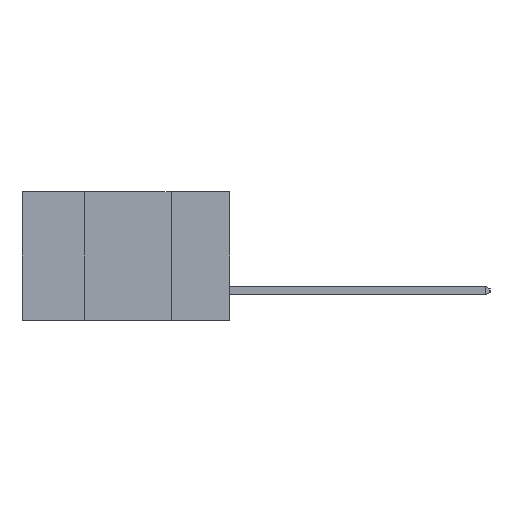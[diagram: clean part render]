
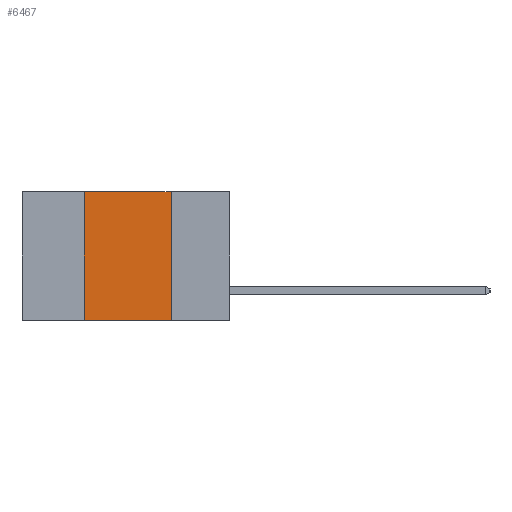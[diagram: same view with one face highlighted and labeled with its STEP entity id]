
A CAD part, left-side view. The second image highlights one B-rep face of the part: STEP entity #6467.
In plain terms, the highlighted planar face has unit normal (-1, 0, 0).
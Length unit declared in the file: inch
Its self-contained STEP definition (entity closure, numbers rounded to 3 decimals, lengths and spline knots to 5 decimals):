
#864 = VERTEX_POINT ( 'NONE', #3623 ) ;
#1829 = CARTESIAN_POINT ( 'NONE',  ( 0., 0.6, 0. ) ) ;
#2031 = CARTESIAN_POINT ( 'NONE',  ( 0., 0.17, -0.37 ) ) ;
#2277 = DIRECTION ( 'NONE',  ( 1., 0., 0. ) ) ;
#2288 = DIRECTION ( 'NONE',  ( 0., 0., -1. ) ) ;
#2579 = EDGE_CURVE ( 'NONE', #7887, #3545, #11336, .T. ) ;
#2625 = PLANE ( 'NONE',  #3704 ) ;
#2949 = EDGE_LOOP ( 'NONE', ( #10224, #8216, #8506, #10743 ) ) ;
#3366 = LINE ( 'NONE', #7336, #9847 ) ;
#3421 = CARTESIAN_POINT ( 'NONE',  ( 0., 0.17, -0.37 ) ) ;
#3545 = VERTEX_POINT ( 'NONE', #4082 ) ;
#3623 = CARTESIAN_POINT ( 'NONE',  ( 0., 0.42, -0.37 ) ) ;
#3704 = AXIS2_PLACEMENT_3D ( 'NONE', #1829, #2277, #2288 ) ;
#4079 = DIRECTION ( 'NONE',  ( 0., -1., 0. ) ) ;
#4082 = CARTESIAN_POINT ( 'NONE',  ( 0., 0.17, 0. ) ) ;
#4271 = EDGE_CURVE ( 'NONE', #864, #7677, #5528, .T. ) ;
#4286 = VECTOR ( 'NONE', #4357, 39.37008 ) ;
#4357 = DIRECTION ( 'NONE',  ( 0., 0., -1. ) ) ;
#4397 = CARTESIAN_POINT ( 'NONE',  ( 0., 0.6, -0.37 ) ) ;
#5259 = EDGE_CURVE ( 'NONE', #864, #7887, #3366, .T. ) ;
#5528 = LINE ( 'NONE', #4397, #7569 ) ;
#6051 = CARTESIAN_POINT ( 'NONE',  ( 0., 0.42, 0. ) ) ;
#6467 = ADVANCED_FACE ( 'NONE', ( #6732 ), #2625, .F. ) ;
#6732 = FACE_OUTER_BOUND ( 'NONE', #2949, .T. ) ;
#7321 = DIRECTION ( 'NONE',  ( 0., 0., 1. ) ) ;
#7336 = CARTESIAN_POINT ( 'NONE',  ( 0., 0.42, -0.37 ) ) ;
#7569 = VECTOR ( 'NONE', #4079, 39.37008 ) ;
#7677 = VERTEX_POINT ( 'NONE', #2031 ) ;
#7887 = VERTEX_POINT ( 'NONE', #6051 ) ;
#7965 = EDGE_CURVE ( 'NONE', #3545, #7677, #11194, .T. ) ;
#8216 = ORIENTED_EDGE ( 'NONE', *, *, #2579, .F. ) ;
#8506 = ORIENTED_EDGE ( 'NONE', *, *, #5259, .F. ) ;
#8834 = VECTOR ( 'NONE', #9686, 39.37008 ) ;
#9686 = DIRECTION ( 'NONE',  ( 0., -1., 0. ) ) ;
#9721 = CARTESIAN_POINT ( 'NONE',  ( 0., 0.6, 0. ) ) ;
#9847 = VECTOR ( 'NONE', #7321, 39.37008 ) ;
#10224 = ORIENTED_EDGE ( 'NONE', *, *, #7965, .F. ) ;
#10743 = ORIENTED_EDGE ( 'NONE', *, *, #4271, .T. ) ;
#11194 = LINE ( 'NONE', #3421, #4286 ) ;
#11336 = LINE ( 'NONE', #9721, #8834 ) ;
